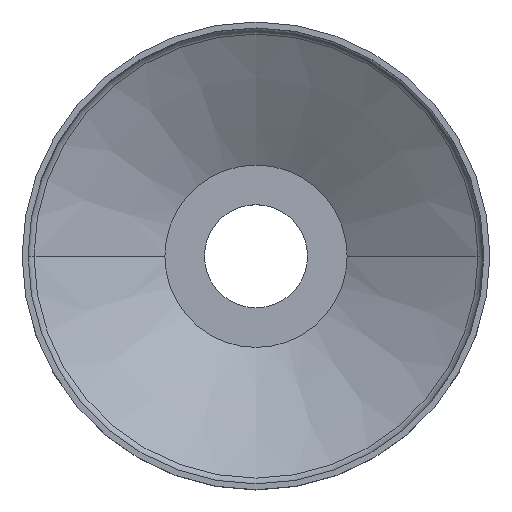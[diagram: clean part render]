
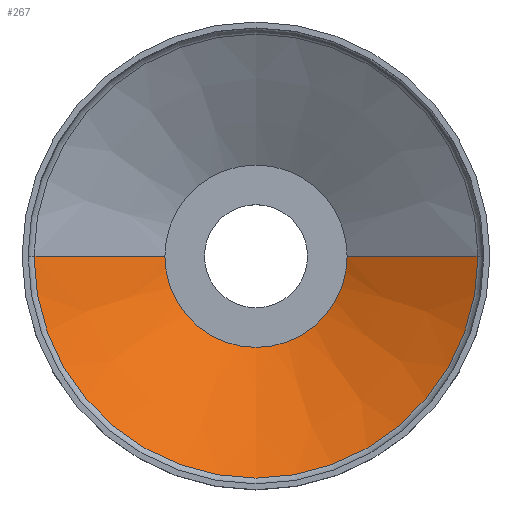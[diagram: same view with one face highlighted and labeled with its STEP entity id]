
A CAD part, top view. The second image highlights one B-rep face of the part: STEP entity #267.
In plain terms, the highlighted conical face has half-angle 60 degrees and reference radius 20.066 mm.
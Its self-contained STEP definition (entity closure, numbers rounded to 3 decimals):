
#53=CARTESIAN_POINT('',(0.,0.,0.762));
#54=DIRECTION('',(0.,0.,-1.));
#55=DIRECTION('',(1.,0.,0.));
#56=AXIS2_PLACEMENT_3D('',#53,#54,#55);
#63=CARTESIAN_POINT('',(0.,0.,10.441));
#64=DIRECTION('',(0.,0.,-1.));
#65=DIRECTION('',(1.,0.,0.));
#66=AXIS2_PLACEMENT_3D('',#63,#64,#65);
#68=DIRECTION('',(-0.866,0.,-0.5));
#69=VECTOR('',#68,19.357);
#70=CARTESIAN_POINT('',(28.448,0.,10.441));
#71=LINE('',#70,#69);
#72=DIRECTION('',(0.866,0.,-0.5));
#73=VECTOR('',#72,19.357);
#74=CARTESIAN_POINT('',(-28.448,0.,10.441));
#75=LINE('',#74,#73);
#159=CARTESIAN_POINT('',(28.448,0.,10.441));
#160=CARTESIAN_POINT('',(11.684,0.,0.762));
#161=VERTEX_POINT('',#159);
#162=VERTEX_POINT('',#160);
#163=CARTESIAN_POINT('',(-28.448,0.,10.441));
#164=CARTESIAN_POINT('',(-11.684,0.,0.762));
#165=VERTEX_POINT('',#163);
#166=VERTEX_POINT('',#164);
#253=CARTESIAN_POINT('',(0.,0.,5.601));
#254=DIRECTION('',(0.,0.,1.));
#255=DIRECTION('',(-1.,0.,0.));
#256=AXIS2_PLACEMENT_3D('',#253,#254,#255);
#257=CONICAL_SURFACE('',#256,20.066,60.);
#259=ORIENTED_EDGE('',*,*,#258,.F.);
#261=ORIENTED_EDGE('',*,*,#260,.T.);
#263=ORIENTED_EDGE('',*,*,#262,.T.);
#264=ORIENTED_EDGE('',*,*,#242,.F.);
#265=EDGE_LOOP('',(#259,#261,#263,#264));
#266=FACE_OUTER_BOUND('',#265,.F.);
#57=CIRCLE('',#56,11.684);
#67=CIRCLE('',#66,28.448);
#242=EDGE_CURVE('',#162,#166,#57,.T.);
#258=EDGE_CURVE('',#161,#162,#71,.T.);
#260=EDGE_CURVE('',#161,#165,#67,.T.);
#262=EDGE_CURVE('',#165,#166,#75,.T.);
#267=ADVANCED_FACE('',(#266),#257,.F.);
